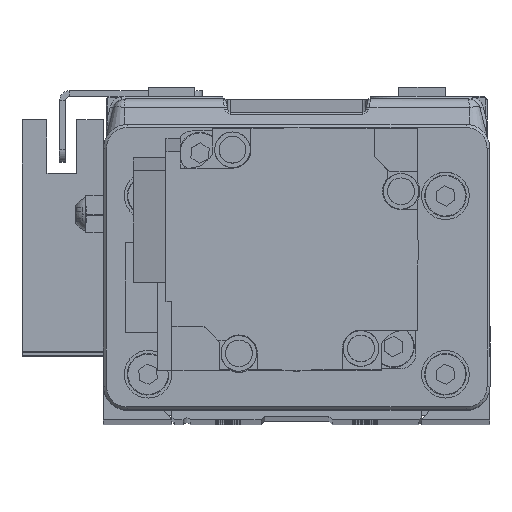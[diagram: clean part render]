
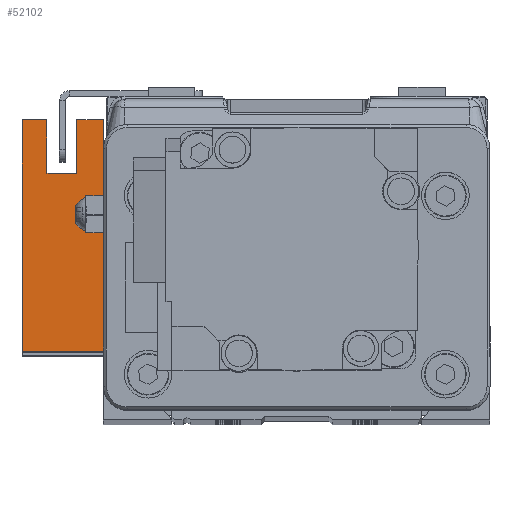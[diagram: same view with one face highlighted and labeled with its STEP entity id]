
A CAD part, top view. The second image highlights one B-rep face of the part: STEP entity #52102.
In plain terms, the highlighted face is planar.
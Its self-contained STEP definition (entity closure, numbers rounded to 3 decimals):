
#29 = EDGE_LOOP ( 'NONE', ( #30168, #9652, #46461, #28102, #310, #45657, #27927, #31539, #2942, #19335, #27038, #8725 ) ) ;
#310 = ORIENTED_EDGE ( 'NONE', *, *, #27023, .T. ) ;
#756 = VERTEX_POINT ( 'NONE', #19474 ) ;
#1284 = CARTESIAN_POINT ( 'NONE',  ( 640.522, 16.016, -25.407 ) ) ;
#1537 = EDGE_CURVE ( 'NONE', #8130, #38741, #7926, .T. ) ;
#2222 = VERTEX_POINT ( 'NONE', #18035 ) ;
#2942 = ORIENTED_EDGE ( 'NONE', *, *, #9780, .T. ) ;
#2956 = DIRECTION ( 'NONE',  ( 0., 1., 0. ) ) ;
#3603 = VECTOR ( 'NONE', #19950, 1000. ) ;
#4264 = DIRECTION ( 'NONE',  ( 0., 0., 1. ) ) ;
#4584 = CARTESIAN_POINT ( 'NONE',  ( 640.522, 35.016, -18.907 ) ) ;
#4813 = VECTOR ( 'NONE', #4264, 1000. ) ;
#7151 = EDGE_CURVE ( 'NONE', #2222, #36864, #32072, .T. ) ;
#7926 = LINE ( 'NONE', #45318, #17515 ) ;
#8130 = VERTEX_POINT ( 'NONE', #51669 ) ;
#8472 = CARTESIAN_POINT ( 'NONE',  ( 640.522, 35.016, -23.907 ) ) ;
#8725 = ORIENTED_EDGE ( 'NONE', *, *, #45837, .T. ) ;
#9503 = LINE ( 'NONE', #51483, #21645 ) ;
#9652 = ORIENTED_EDGE ( 'NONE', *, *, #18475, .T. ) ;
#9780 = EDGE_CURVE ( 'NONE', #13853, #10438, #45293, .T. ) ;
#9887 = DIRECTION ( 'NONE',  ( 0., 1., 0. ) ) ;
#10438 = VERTEX_POINT ( 'NONE', #44459 ) ;
#10601 = VERTEX_POINT ( 'NONE', #32764 ) ;
#11055 = AXIS2_PLACEMENT_3D ( 'NONE', #37208, #49701, #12826 ) ;
#11070 = CARTESIAN_POINT ( 'NONE',  ( 640.522, 16.016, -28.407 ) ) ;
#12103 = EDGE_CURVE ( 'NONE', #756, #35776, #24348, .T. ) ;
#12826 = DIRECTION ( 'NONE',  ( 0., 0., -1. ) ) ;
#13576 = EDGE_CURVE ( 'NONE', #51597, #13853, #22783, .T. ) ;
#13812 = DIRECTION ( 'NONE',  ( 0., 0., 1. ) ) ;
#13853 = VERTEX_POINT ( 'NONE', #21349 ) ;
#15953 = VECTOR ( 'NONE', #30105, 1000. ) ;
#17515 = VECTOR ( 'NONE', #49764, 1000. ) ;
#17579 = CARTESIAN_POINT ( 'NONE',  ( 640.522, 35.016, -28.407 ) ) ;
#18017 = DIRECTION ( 'NONE',  ( 0., 0., -1. ) ) ;
#18035 = CARTESIAN_POINT ( 'NONE',  ( 640.522, 35.016, -18.907 ) ) ;
#18475 = EDGE_CURVE ( 'NONE', #38741, #756, #24627, .T. ) ;
#19237 = FACE_OUTER_BOUND ( 'NONE', #29, .T. ) ;
#19335 = ORIENTED_EDGE ( 'NONE', *, *, #32788, .T. ) ;
#19474 = CARTESIAN_POINT ( 'NONE',  ( 640.522, 35.016, -23.907 ) ) ;
#19950 = DIRECTION ( 'NONE',  ( 0., 0., -1. ) ) ;
#21167 = CARTESIAN_POINT ( 'NONE',  ( 640.522, 35.016, -28.407 ) ) ;
#21201 = VECTOR ( 'NONE', #35844, 1000. ) ;
#21349 = CARTESIAN_POINT ( 'NONE',  ( 640.522, -3.984, -28.407 ) ) ;
#21645 = VECTOR ( 'NONE', #18017, 1000. ) ;
#22783 = LINE ( 'NONE', #52491, #3603 ) ;
#22999 = VECTOR ( 'NONE', #40585, 1000. ) ;
#23858 = CARTESIAN_POINT ( 'NONE',  ( 640.522, 35.016, -14.707 ) ) ;
#24348 = LINE ( 'NONE', #8472, #52524 ) ;
#24627 = LINE ( 'NONE', #28906, #4813 ) ;
#27023 = EDGE_CURVE ( 'NONE', #36727, #2222, #46082, .T. ) ;
#27038 = ORIENTED_EDGE ( 'NONE', *, *, #35699, .T. ) ;
#27927 = ORIENTED_EDGE ( 'NONE', *, *, #50434, .T. ) ;
#27945 = CARTESIAN_POINT ( 'NONE',  ( 640.522, 35.016, -28.407 ) ) ;
#28102 = ORIENTED_EDGE ( 'NONE', *, *, #42723, .T. ) ;
#28203 = CARTESIAN_POINT ( 'NONE',  ( 640.522, 35.016, -14.707 ) ) ;
#28906 = CARTESIAN_POINT ( 'NONE',  ( 640.522, 35.016, -28.407 ) ) ;
#30105 = DIRECTION ( 'NONE',  ( 0., 1., 0. ) ) ;
#30168 = ORIENTED_EDGE ( 'NONE', *, *, #1537, .T. ) ;
#31539 = ORIENTED_EDGE ( 'NONE', *, *, #13576, .T. ) ;
#32072 = LINE ( 'NONE', #27945, #21201 ) ;
#32667 = DIRECTION ( 'NONE',  ( 0., -1., 0. ) ) ;
#32764 = CARTESIAN_POINT ( 'NONE',  ( 640.522, 22.216, -25.407 ) ) ;
#32788 = EDGE_CURVE ( 'NONE', #10438, #37712, #44871, .T. ) ;
#33728 = VECTOR ( 'NONE', #2956, 1000. ) ;
#33869 = VECTOR ( 'NONE', #13812, 1000. ) ;
#34389 = VECTOR ( 'NONE', #9887, 1000. ) ;
#35690 = CARTESIAN_POINT ( 'NONE',  ( 640.522, 26.016, -28.407 ) ) ;
#35699 = EDGE_CURVE ( 'NONE', #37712, #10601, #50499, .T. ) ;
#35761 = LINE ( 'NONE', #28203, #22999 ) ;
#35776 = VERTEX_POINT ( 'NONE', #37242 ) ;
#35844 = DIRECTION ( 'NONE',  ( 0., 0., 1. ) ) ;
#36727 = VERTEX_POINT ( 'NONE', #38395 ) ;
#36864 = VERTEX_POINT ( 'NONE', #23858 ) ;
#37208 = CARTESIAN_POINT ( 'NONE',  ( 640.522, 35.016, -28.407 ) ) ;
#37215 = VECTOR ( 'NONE', #51886, 1000. ) ;
#37242 = CARTESIAN_POINT ( 'NONE',  ( 640.522, 26.016, -23.907 ) ) ;
#37712 = VERTEX_POINT ( 'NONE', #1284 ) ;
#38395 = CARTESIAN_POINT ( 'NONE',  ( 640.522, 26.016, -18.907 ) ) ;
#38741 = VERTEX_POINT ( 'NONE', #21167 ) ;
#40585 = DIRECTION ( 'NONE',  ( 0., -1., 0. ) ) ;
#41227 = CARTESIAN_POINT ( 'NONE',  ( 640.522, -3.984, -14.707 ) ) ;
#41720 = PLANE ( 'NONE',  #11055 ) ;
#42723 = EDGE_CURVE ( 'NONE', #35776, #36727, #48636, .T. ) ;
#44459 = CARTESIAN_POINT ( 'NONE',  ( 640.522, 16.016, -28.407 ) ) ;
#44871 = LINE ( 'NONE', #11070, #37215 ) ;
#45293 = LINE ( 'NONE', #17579, #34389 ) ;
#45318 = CARTESIAN_POINT ( 'NONE',  ( 640.522, 35.016, -28.407 ) ) ;
#45657 = ORIENTED_EDGE ( 'NONE', *, *, #7151, .T. ) ;
#45837 = EDGE_CURVE ( 'NONE', #10601, #8130, #9503, .T. ) ;
#46082 = LINE ( 'NONE', #4584, #15953 ) ;
#46461 = ORIENTED_EDGE ( 'NONE', *, *, #12103, .T. ) ;
#48636 = LINE ( 'NONE', #35690, #33869 ) ;
#49701 = DIRECTION ( 'NONE',  ( 1., 0., 0. ) ) ;
#49764 = DIRECTION ( 'NONE',  ( 0., 1., 0. ) ) ;
#50434 = EDGE_CURVE ( 'NONE', #36864, #51597, #35761, .T. ) ;
#50499 = LINE ( 'NONE', #51944, #33728 ) ;
#51483 = CARTESIAN_POINT ( 'NONE',  ( 640.522, 22.216, -28.407 ) ) ;
#51597 = VERTEX_POINT ( 'NONE', #41227 ) ;
#51669 = CARTESIAN_POINT ( 'NONE',  ( 640.522, 22.216, -28.407 ) ) ;
#51886 = DIRECTION ( 'NONE',  ( 0., 0., 1. ) ) ;
#51944 = CARTESIAN_POINT ( 'NONE',  ( 640.522, 35.016, -25.407 ) ) ;
#52102 = ADVANCED_FACE ( 'NONE', ( #19237 ), #41720, .T. ) ;
#52491 = CARTESIAN_POINT ( 'NONE',  ( 640.522, -3.984, -28.407 ) ) ;
#52524 = VECTOR ( 'NONE', #32667, 1000. ) ;
